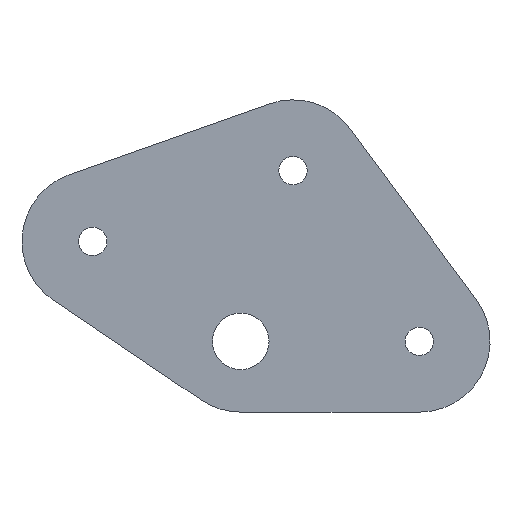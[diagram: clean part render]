
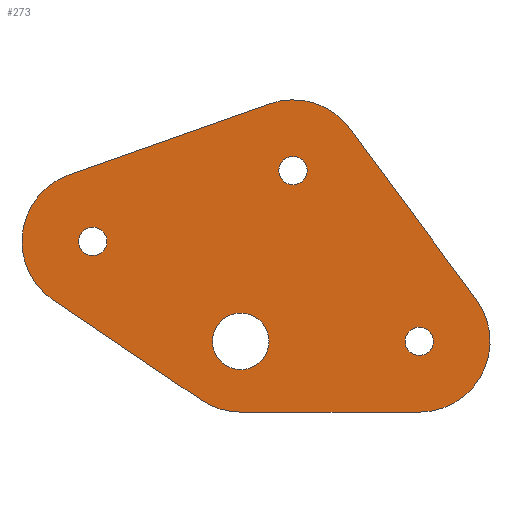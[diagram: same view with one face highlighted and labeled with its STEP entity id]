
A CAD part, left-side view. The second image highlights one B-rep face of the part: STEP entity #273.
In plain terms, the highlighted planar face has unit normal (-1, 0, 0).
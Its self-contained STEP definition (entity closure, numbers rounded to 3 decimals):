
#15=FACE_BOUND('',#56,.T.);
#16=FACE_BOUND('',#57,.T.);
#17=FACE_BOUND('',#58,.T.);
#18=FACE_BOUND('',#59,.T.);
#27=PLANE('',#317);
#41=FACE_OUTER_BOUND('',#55,.T.);
#55=EDGE_LOOP('',(#229,#230,#231,#232,#233,#234,#235,#236));
#56=EDGE_LOOP('',(#237));
#57=EDGE_LOOP('',(#238));
#58=EDGE_LOOP('',(#239));
#59=EDGE_LOOP('',(#240));
#71=LINE('',#433,#91);
#75=LINE('',#445,#95);
#79=LINE('',#457,#99);
#83=LINE('',#469,#103);
#91=VECTOR('',#353,10.);
#95=VECTOR('',#365,10.);
#99=VECTOR('',#377,10.);
#103=VECTOR('',#389,10.);
#105=CIRCLE('',#290,2.);
#107=CIRCLE('',#293,4.);
#109=CIRCLE('',#296,2.);
#111=CIRCLE('',#299,2.);
#114=CIRCLE('',#304,10.);
#116=CIRCLE('',#308,10.);
#118=CIRCLE('',#312,10.);
#120=CIRCLE('',#316,10.);
#121=VERTEX_POINT('',#403);
#123=VERTEX_POINT('',#409);
#125=VERTEX_POINT('',#415);
#127=VERTEX_POINT('',#421);
#131=VERTEX_POINT('',#430);
#132=VERTEX_POINT('',#432);
#134=VERTEX_POINT('',#438);
#136=VERTEX_POINT('',#444);
#138=VERTEX_POINT('',#450);
#140=VERTEX_POINT('',#456);
#142=VERTEX_POINT('',#462);
#144=VERTEX_POINT('',#468);
#145=EDGE_CURVE('',#121,#121,#105,.T.);
#148=EDGE_CURVE('',#123,#123,#107,.T.);
#151=EDGE_CURVE('',#125,#125,#109,.T.);
#154=EDGE_CURVE('',#127,#127,#111,.T.);
#159=EDGE_CURVE('',#132,#131,#71,.T.);
#162=EDGE_CURVE('',#134,#132,#114,.T.);
#165=EDGE_CURVE('',#136,#134,#75,.T.);
#168=EDGE_CURVE('',#138,#136,#116,.T.);
#171=EDGE_CURVE('',#140,#138,#79,.T.);
#174=EDGE_CURVE('',#142,#140,#118,.T.);
#177=EDGE_CURVE('',#144,#142,#83,.T.);
#180=EDGE_CURVE('',#131,#144,#120,.T.);
#229=ORIENTED_EDGE('',*,*,#180,.T.);
#230=ORIENTED_EDGE('',*,*,#177,.T.);
#231=ORIENTED_EDGE('',*,*,#174,.T.);
#232=ORIENTED_EDGE('',*,*,#171,.T.);
#233=ORIENTED_EDGE('',*,*,#168,.T.);
#234=ORIENTED_EDGE('',*,*,#165,.T.);
#235=ORIENTED_EDGE('',*,*,#162,.T.);
#236=ORIENTED_EDGE('',*,*,#159,.T.);
#237=ORIENTED_EDGE('',*,*,#154,.T.);
#238=ORIENTED_EDGE('',*,*,#151,.T.);
#239=ORIENTED_EDGE('',*,*,#148,.T.);
#240=ORIENTED_EDGE('',*,*,#145,.T.);
#273=ADVANCED_FACE('',(#41,#15,#16,#17,#18),#27,.T.);
#290=AXIS2_PLACEMENT_3D('',#404,#323,#324);
#293=AXIS2_PLACEMENT_3D('',#410,#330,#331);
#296=AXIS2_PLACEMENT_3D('',#416,#337,#338);
#299=AXIS2_PLACEMENT_3D('',#422,#344,#345);
#304=AXIS2_PLACEMENT_3D('',#439,#359,#360);
#308=AXIS2_PLACEMENT_3D('',#451,#371,#372);
#312=AXIS2_PLACEMENT_3D('',#463,#383,#384);
#316=AXIS2_PLACEMENT_3D('',#473,#395,#396);
#317=AXIS2_PLACEMENT_3D('',#474,#397,#398);
#323=DIRECTION('center_axis',(1.,0.,0.));
#324=DIRECTION('ref_axis',(0.,0.,-1.));
#330=DIRECTION('center_axis',(1.,0.,0.));
#331=DIRECTION('ref_axis',(0.,0.,-1.));
#337=DIRECTION('center_axis',(1.,0.,0.));
#338=DIRECTION('ref_axis',(0.,0.,-1.));
#344=DIRECTION('center_axis',(1.,0.,0.));
#345=DIRECTION('ref_axis',(0.,0.,-1.));
#353=DIRECTION('',(0.,-0.829,-0.56));
#359=DIRECTION('center_axis',(-1.,0.,0.));
#360=DIRECTION('ref_axis',(0.,0.334,0.943));
#365=DIRECTION('',(0.,0.943,-0.334));
#371=DIRECTION('center_axis',(-1.,0.,0.));
#372=DIRECTION('ref_axis',(0.,-0.804,0.595));
#377=DIRECTION('',(0.,0.595,0.804));
#383=DIRECTION('center_axis',(-1.,0.,0.));
#384=DIRECTION('ref_axis',(0.,0.,-1.));
#389=DIRECTION('',(0.,-1.,0.));
#395=DIRECTION('center_axis',(-1.,0.,0.));
#396=DIRECTION('ref_axis',(0.,0.56,-0.829));
#397=DIRECTION('center_axis',(-1.,0.,0.));
#398=DIRECTION('ref_axis',(0.,0.,-1.));
#403=CARTESIAN_POINT('',(-32.1,289.904,107.111));
#404=CARTESIAN_POINT('Origin',(-32.1,289.904,105.111));
#409=CARTESIAN_POINT('',(-32.1,269.,95.));
#410=CARTESIAN_POINT('Origin',(-32.1,269.,91.));
#415=CARTESIAN_POINT('',(-32.1,261.622,117.117));
#416=CARTESIAN_POINT('Origin',(-32.1,261.622,115.117));
#421=CARTESIAN_POINT('',(-32.1,243.779,93.));
#422=CARTESIAN_POINT('Origin',(-32.1,243.779,91.));
#430=CARTESIAN_POINT('',(-32.1,274.595,82.712));
#432=CARTESIAN_POINT('',(-32.1,295.499,96.823));
#433=CARTESIAN_POINT('',(-32.1,274.595,82.712));
#438=CARTESIAN_POINT('',(-32.1,293.239,114.539));
#439=CARTESIAN_POINT('Origin',(-32.1,289.904,105.111));
#444=CARTESIAN_POINT('',(-32.1,264.957,124.545));
#445=CARTESIAN_POINT('',(-32.1,293.239,114.539));
#450=CARTESIAN_POINT('',(-32.1,253.582,121.065));
#451=CARTESIAN_POINT('Origin',(-32.1,261.622,115.117));
#456=CARTESIAN_POINT('',(-32.1,235.74,96.947));
#457=CARTESIAN_POINT('',(-32.1,235.74,96.947));
#462=CARTESIAN_POINT('',(-32.1,243.779,81.));
#463=CARTESIAN_POINT('Origin',(-32.1,243.779,91.));
#468=CARTESIAN_POINT('',(-32.1,269.,81.));
#469=CARTESIAN_POINT('',(-32.1,269.,81.));
#473=CARTESIAN_POINT('Origin',(-32.1,269.,91.));
#474=CARTESIAN_POINT('Origin',(-32.1,266.841,103.059));
